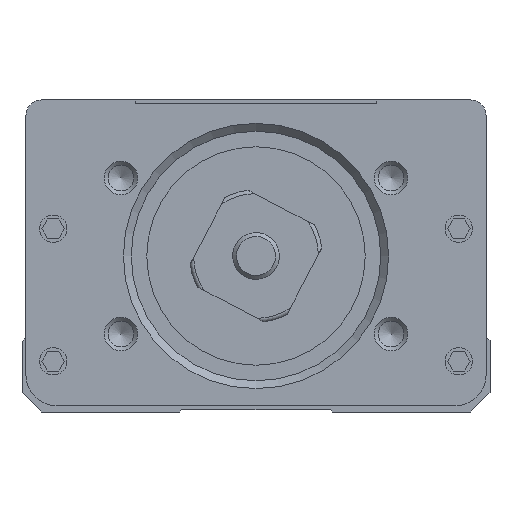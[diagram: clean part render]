
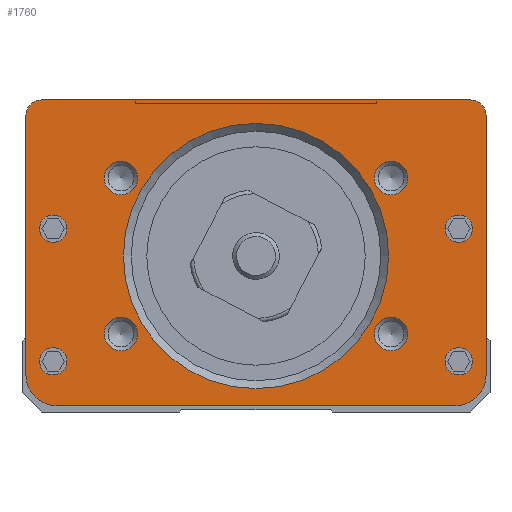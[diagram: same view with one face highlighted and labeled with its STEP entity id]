
A CAD part, front view. The second image highlights one B-rep face of the part: STEP entity #1760.
In plain terms, the highlighted planar face has unit normal (0, -1, 0).
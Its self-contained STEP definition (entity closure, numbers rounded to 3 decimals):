
#1760=ADVANCED_FACE('',(#3156,#3157,#3158,#3159,#3160,#3161,#3162,#3163,
#3164,#3165),#2590,.F.);
#2590=PLANE('',#17482);
#3156=FACE_BOUND('',#3967,.T.);
#3157=FACE_BOUND('',#3968,.T.);
#3158=FACE_BOUND('',#3969,.T.);
#3159=FACE_BOUND('',#3970,.T.);
#3160=FACE_BOUND('',#3971,.T.);
#3161=FACE_BOUND('',#3972,.T.);
#3162=FACE_BOUND('',#3973,.T.);
#3163=FACE_BOUND('',#3974,.T.);
#3164=FACE_BOUND('',#3975,.T.);
#3165=FACE_BOUND('',#3976,.T.);
#3967=EDGE_LOOP('',(#7345));
#3968=EDGE_LOOP('',(#7346));
#3969=EDGE_LOOP('',(#7347));
#3970=EDGE_LOOP('',(#7348));
#3971=EDGE_LOOP('',(#7349));
#3972=EDGE_LOOP('',(#7350));
#3973=EDGE_LOOP('',(#7351));
#3974=EDGE_LOOP('',(#7352));
#3975=EDGE_LOOP('',(#7353));
#3976=EDGE_LOOP('',(#7354,#7355,#7356,#7357,#7358,#7359,#7360,#7361));
#5057=CIRCLE('',#17439,4.);
#5059=CIRCLE('',#17443,4.);
#5070=CIRCLE('',#17467,2.);
#5071=CIRCLE('',#17469,2.);
#5073=CIRCLE('',#17473,2.15);
#5074=CIRCLE('',#17474,2.15);
#5075=CIRCLE('',#17475,2.15);
#5076=CIRCLE('',#17476,2.15);
#5077=CIRCLE('',#17477,17.);
#5078=CIRCLE('',#17478,1.75);
#5079=CIRCLE('',#17479,1.75);
#5080=CIRCLE('',#17480,1.75);
#5081=CIRCLE('',#17481,1.75);
#7345=ORIENTED_EDGE('',*,*,#12559,.T.);
#7346=ORIENTED_EDGE('',*,*,#12560,.T.);
#7347=ORIENTED_EDGE('',*,*,#12561,.T.);
#7348=ORIENTED_EDGE('',*,*,#12562,.T.);
#7349=ORIENTED_EDGE('',*,*,#12563,.T.);
#7350=ORIENTED_EDGE('',*,*,#12564,.T.);
#7351=ORIENTED_EDGE('',*,*,#12565,.T.);
#7352=ORIENTED_EDGE('',*,*,#12566,.T.);
#7353=ORIENTED_EDGE('',*,*,#12567,.T.);
#7354=ORIENTED_EDGE('',*,*,#12542,.F.);
#7355=ORIENTED_EDGE('',*,*,#12496,.F.);
#7356=ORIENTED_EDGE('',*,*,#12517,.F.);
#7357=ORIENTED_EDGE('',*,*,#12557,.F.);
#7358=ORIENTED_EDGE('',*,*,#12452,.F.);
#7359=ORIENTED_EDGE('',*,*,#12556,.F.);
#7360=ORIENTED_EDGE('',*,*,#12515,.F.);
#7361=ORIENTED_EDGE('',*,*,#12504,.F.);
#10628=VERTEX_POINT('',#25398);
#10629=VERTEX_POINT('',#25400);
#10669=VERTEX_POINT('',#25486);
#10670=VERTEX_POINT('',#25488);
#10677=VERTEX_POINT('',#25504);
#10678=VERTEX_POINT('',#25506);
#10683=VERTEX_POINT('',#25519);
#10687=VERTEX_POINT('',#25530);
#10712=VERTEX_POINT('',#25611);
#10713=VERTEX_POINT('',#25613);
#10714=VERTEX_POINT('',#25615);
#10715=VERTEX_POINT('',#25617);
#10716=VERTEX_POINT('',#25619);
#10717=VERTEX_POINT('',#25621);
#10718=VERTEX_POINT('',#25623);
#10719=VERTEX_POINT('',#25625);
#10720=VERTEX_POINT('',#25627);
#12452=EDGE_CURVE('',#10628,#10629,#14380,.T.);
#12496=EDGE_CURVE('',#10669,#10670,#5057,.T.);
#12504=EDGE_CURVE('',#10677,#10678,#5059,.T.);
#12515=EDGE_CURVE('',#10678,#10683,#14426,.T.);
#12517=EDGE_CURVE('',#10687,#10669,#14428,.T.);
#12542=EDGE_CURVE('',#10670,#10677,#14448,.T.);
#12556=EDGE_CURVE('',#10683,#10628,#5070,.T.);
#12557=EDGE_CURVE('',#10629,#10687,#5071,.T.);
#12559=EDGE_CURVE('',#10712,#10712,#5073,.T.);
#12560=EDGE_CURVE('',#10713,#10713,#5074,.T.);
#12561=EDGE_CURVE('',#10714,#10714,#5075,.T.);
#12562=EDGE_CURVE('',#10715,#10715,#5076,.T.);
#12563=EDGE_CURVE('',#10716,#10716,#5077,.T.);
#12564=EDGE_CURVE('',#10717,#10717,#5078,.T.);
#12565=EDGE_CURVE('',#10718,#10718,#5079,.T.);
#12566=EDGE_CURVE('',#10719,#10719,#5080,.T.);
#12567=EDGE_CURVE('',#10720,#10720,#5081,.T.);
#14380=LINE('',#25399,#15895);
#14426=LINE('',#25527,#15941);
#14428=LINE('',#25531,#15943);
#14448=LINE('',#25581,#15963);
#15895=VECTOR('',#20288,1.);
#15941=VECTOR('',#20382,1.);
#15943=VECTOR('',#20386,1.);
#15963=VECTOR('',#20432,1.);
#17439=AXIS2_PLACEMENT_3D('',#25487,#20352,#20353);
#17443=AXIS2_PLACEMENT_3D('',#25505,#20366,#20367);
#17467=AXIS2_PLACEMENT_3D('',#25604,#20455,#20456);
#17469=AXIS2_PLACEMENT_3D('',#25606,#20459,#20460);
#17473=AXIS2_PLACEMENT_3D('',#25610,#20467,#20468);
#17474=AXIS2_PLACEMENT_3D('',#25612,#20469,#20470);
#17475=AXIS2_PLACEMENT_3D('',#25614,#20471,#20472);
#17476=AXIS2_PLACEMENT_3D('',#25616,#20473,#20474);
#17477=AXIS2_PLACEMENT_3D('',#25618,#20475,#20476);
#17478=AXIS2_PLACEMENT_3D('',#25620,#20477,#20478);
#17479=AXIS2_PLACEMENT_3D('',#25622,#20479,#20480);
#17480=AXIS2_PLACEMENT_3D('',#25624,#20481,#20482);
#17481=AXIS2_PLACEMENT_3D('',#25626,#20483,#20484);
#17482=AXIS2_PLACEMENT_3D('',#25628,#20485,#20486);
#20288=DIRECTION('',(1.,0.,0.));
#20352=DIRECTION('',(0.,1.,0.));
#20353=DIRECTION('',(1.,0.,0.));
#20366=DIRECTION('',(0.,1.,0.));
#20367=DIRECTION('',(1.,0.,0.));
#20382=DIRECTION('',(0.,0.,1.));
#20386=DIRECTION('',(0.,0.,-1.));
#20432=DIRECTION('',(-1.,0.,0.));
#20455=DIRECTION('',(0.,1.,0.));
#20456=DIRECTION('',(0.,0.,1.));
#20459=DIRECTION('',(0.,1.,0.));
#20460=DIRECTION('',(0.,0.,1.));
#20467=DIRECTION('',(0.,1.,0.));
#20468=DIRECTION('',(0.,0.,1.));
#20469=DIRECTION('',(0.,1.,0.));
#20470=DIRECTION('',(0.,0.,1.));
#20471=DIRECTION('',(0.,1.,0.));
#20472=DIRECTION('',(0.,0.,1.));
#20473=DIRECTION('',(0.,1.,0.));
#20474=DIRECTION('',(0.,0.,1.));
#20475=DIRECTION('',(0.,1.,0.));
#20476=DIRECTION('',(0.,0.,1.));
#20477=DIRECTION('',(0.,1.,0.));
#20478=DIRECTION('',(0.,0.,1.));
#20479=DIRECTION('',(0.,1.,0.));
#20480=DIRECTION('',(0.,0.,1.));
#20481=DIRECTION('',(0.,1.,0.));
#20482=DIRECTION('',(0.,0.,1.));
#20483=DIRECTION('',(0.,1.,0.));
#20484=DIRECTION('',(0.,0.,1.));
#20485=DIRECTION('',(0.,1.,0.));
#20486=DIRECTION('',(0.,0.,-1.));
#25398=CARTESIAN_POINT('',(-27.5,-130.762,38.));
#25399=CARTESIAN_POINT('',(-25.5,-130.762,38.));
#25400=CARTESIAN_POINT('',(27.5,-130.762,38.));
#25486=CARTESIAN_POINT('',(29.5,-130.762,2.8));
#25487=CARTESIAN_POINT('',(25.5,-130.762,2.8));
#25488=CARTESIAN_POINT('',(25.5,-130.762,-1.2));
#25504=CARTESIAN_POINT('',(-25.5,-130.762,-1.2));
#25505=CARTESIAN_POINT('',(-25.5,-130.762,2.8));
#25506=CARTESIAN_POINT('',(-29.5,-130.762,2.8));
#25519=CARTESIAN_POINT('',(-29.5,-130.762,36.));
#25527=CARTESIAN_POINT('',(-29.5,-130.762,2.8));
#25530=CARTESIAN_POINT('',(29.5,-130.762,36.));
#25531=CARTESIAN_POINT('',(29.5,-130.762,39.));
#25581=CARTESIAN_POINT('',(25.5,-130.762,-1.2));
#25604=CARTESIAN_POINT('',(-27.5,-130.762,36.));
#25606=CARTESIAN_POINT('',(27.5,-130.762,36.));
#25610=CARTESIAN_POINT('',(-17.321,-130.762,28.));
#25611=CARTESIAN_POINT('',(-17.321,-130.762,30.15));
#25612=CARTESIAN_POINT('',(17.321,-130.762,8.));
#25613=CARTESIAN_POINT('',(17.321,-130.762,10.15));
#25614=CARTESIAN_POINT('',(17.321,-130.762,28.));
#25615=CARTESIAN_POINT('',(17.321,-130.762,30.15));
#25616=CARTESIAN_POINT('',(-17.321,-130.762,8.));
#25617=CARTESIAN_POINT('',(-17.321,-130.762,10.15));
#25618=CARTESIAN_POINT('',(0.,-130.762,18.));
#25619=CARTESIAN_POINT('',(0.,-130.762,35.));
#25620=CARTESIAN_POINT('',(-26.,-130.762,21.5));
#25621=CARTESIAN_POINT('',(-26.,-130.762,23.25));
#25622=CARTESIAN_POINT('',(-26.,-130.762,4.5));
#25623=CARTESIAN_POINT('',(-26.,-130.762,6.25));
#25624=CARTESIAN_POINT('',(26.,-130.762,4.5));
#25625=CARTESIAN_POINT('',(26.,-130.762,6.25));
#25626=CARTESIAN_POINT('',(26.,-130.762,21.5));
#25627=CARTESIAN_POINT('',(26.,-130.762,23.25));
#25628=CARTESIAN_POINT('',(-25.5,-130.762,2.8));
